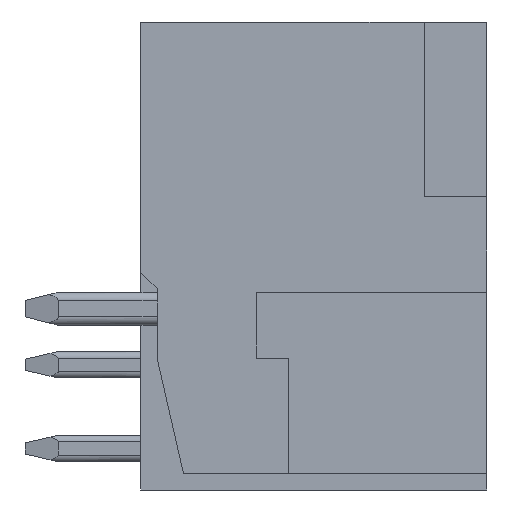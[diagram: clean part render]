
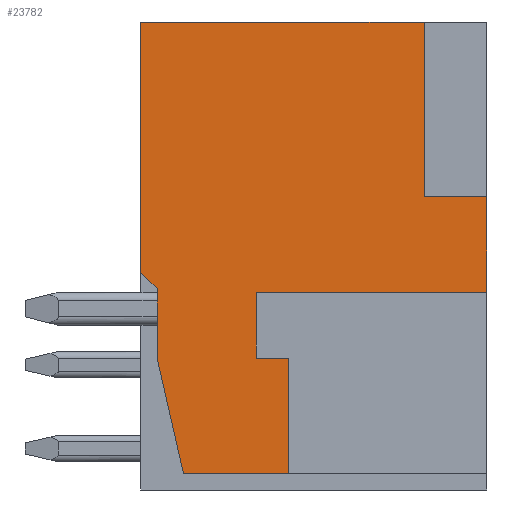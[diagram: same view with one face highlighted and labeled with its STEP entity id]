
A CAD part, front view. The second image highlights one B-rep face of the part: STEP entity #23782.
In plain terms, the highlighted planar face has unit normal (0, -1, 0).
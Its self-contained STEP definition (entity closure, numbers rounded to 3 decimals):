
#117=DIRECTION('',(1.,0.,0.));
#118=VECTOR('',#117,7.);
#119=CARTESIAN_POINT('',(-1.75,-48.23,-1.1));
#120=LINE('',#119,#118);
#578=DIRECTION('',(0.223,0.,-0.975));
#579=VECTOR('',#578,3.59);
#580=CARTESIAN_POINT('',(-4.75,-48.23,-3.1));
#581=LINE('',#580,#579);
#582=DIRECTION('',(0.,0.,1.));
#583=VECTOR('',#582,2.1);
#584=CARTESIAN_POINT('',(-4.75,-48.23,-3.1));
#585=LINE('',#584,#583);
#586=DIRECTION('',(0.707,0.,-0.707));
#587=VECTOR('',#586,0.707);
#588=CARTESIAN_POINT('',(-5.25,-48.23,-0.5));
#589=LINE('',#588,#587);
#590=DIRECTION('',(0.,0.,-1.));
#591=VECTOR('',#590,7.6);
#592=CARTESIAN_POINT('',(-5.25,-48.23,7.1));
#593=LINE('',#592,#591);
#594=DIRECTION('',(-1.,0.,0.));
#595=VECTOR('',#594,8.6);
#596=CARTESIAN_POINT('',(3.35,-48.23,7.1));
#597=LINE('',#596,#595);
#598=DIRECTION('',(0.,0.,-1.));
#599=VECTOR('',#598,5.3);
#600=CARTESIAN_POINT('',(3.35,-48.23,7.1));
#601=LINE('',#600,#599);
#602=DIRECTION('',(-1.,0.,0.));
#603=VECTOR('',#602,1.9);
#604=CARTESIAN_POINT('',(5.25,-48.23,1.8));
#605=LINE('',#604,#603);
#606=DIRECTION('',(0.,0.,1.));
#607=VECTOR('',#606,2.9);
#608=CARTESIAN_POINT('',(5.25,-48.23,-1.1));
#609=LINE('',#608,#607);
#610=DIRECTION('',(0.,0.,-1.));
#611=VECTOR('',#610,2.);
#612=CARTESIAN_POINT('',(-1.75,-48.23,-1.1));
#613=LINE('',#612,#611);
#614=DIRECTION('',(1.,0.,0.));
#615=VECTOR('',#614,1.);
#616=CARTESIAN_POINT('',(-1.75,-48.23,-3.1));
#617=LINE('',#616,#615);
#618=DIRECTION('',(0.,0.,1.));
#619=VECTOR('',#618,3.5);
#620=CARTESIAN_POINT('',(-0.75,-48.23,-6.6));
#621=LINE('',#620,#619);
#622=DIRECTION('',(1.,0.,0.));
#623=VECTOR('',#622,3.2);
#624=CARTESIAN_POINT('',(-3.95,-48.23,-6.6));
#625=LINE('',#624,#623);
#18365=CARTESIAN_POINT('',(-5.25,-48.23,7.1));
#18367=VERTEX_POINT('',#18365);
#18395=CARTESIAN_POINT('',(3.35,-48.23,7.1));
#18396=VERTEX_POINT('',#18395);
#18397=CARTESIAN_POINT('',(5.25,-48.23,1.8));
#18399=VERTEX_POINT('',#18397);
#18407=CARTESIAN_POINT('',(3.35,-48.23,1.8));
#18408=VERTEX_POINT('',#18407);
#18447=CARTESIAN_POINT('',(5.25,-48.23,-1.1));
#18448=VERTEX_POINT('',#18447);
#18453=CARTESIAN_POINT('',(-1.75,-48.23,-3.1));
#18454=CARTESIAN_POINT('',(-0.75,-48.23,-3.1));
#18455=VERTEX_POINT('',#18453);
#18456=VERTEX_POINT('',#18454);
#18459=CARTESIAN_POINT('',(-0.75,-48.23,-6.6));
#18460=VERTEX_POINT('',#18459);
#18461=CARTESIAN_POINT('',(-1.75,-48.23,-1.1));
#18462=VERTEX_POINT('',#18461);
#18465=CARTESIAN_POINT('',(-5.25,-48.23,-0.5));
#18466=CARTESIAN_POINT('',(-4.75,-48.23,-1.));
#18467=VERTEX_POINT('',#18465);
#18468=VERTEX_POINT('',#18466);
#18481=CARTESIAN_POINT('',(-4.75,-48.23,-3.1));
#18482=CARTESIAN_POINT('',(-3.95,-48.23,-6.6));
#18483=VERTEX_POINT('',#18481);
#18484=VERTEX_POINT('',#18482);
#23754=CARTESIAN_POINT('',(0.,-48.23,0.));
#23755=DIRECTION('',(0.,-1.,0.));
#23756=DIRECTION('',(1.,0.,0.));
#23757=AXIS2_PLACEMENT_3D('',#23754,#23755,#23756);
#23758=PLANE('',#23757);
#23759=ORIENTED_EDGE('',*,*,#23745,.F.);
#23760=ORIENTED_EDGE('',*,*,#23685,.T.);
#23762=ORIENTED_EDGE('',*,*,#23761,.F.);
#23764=ORIENTED_EDGE('',*,*,#23763,.F.);
#23766=ORIENTED_EDGE('',*,*,#23765,.F.);
#23768=ORIENTED_EDGE('',*,*,#23767,.T.);
#23770=ORIENTED_EDGE('',*,*,#23769,.F.);
#23772=ORIENTED_EDGE('',*,*,#23771,.F.);
#23773=ORIENTED_EDGE('',*,*,#23186,.F.);
#23774=ORIENTED_EDGE('',*,*,#23244,.T.);
#23776=ORIENTED_EDGE('',*,*,#23775,.T.);
#23778=ORIENTED_EDGE('',*,*,#23777,.F.);
#23779=ORIENTED_EDGE('',*,*,#23367,.F.);
#23780=EDGE_LOOP('',(#23759,#23760,#23762,#23764,#23766,#23768,#23770,#23772,
#23773,#23774,#23776,#23778,#23779));
#23781=FACE_OUTER_BOUND('',#23780,.F.);
#23782=ADVANCED_FACE('',(#23781),#23758,.T.);
#23186=EDGE_CURVE('',#18462,#18448,#120,.T.);
#23244=EDGE_CURVE('',#18462,#18455,#613,.T.);
#23367=EDGE_CURVE('',#18484,#18460,#625,.T.);
#23685=EDGE_CURVE('',#18483,#18468,#585,.T.);
#23745=EDGE_CURVE('',#18483,#18484,#581,.T.);
#23761=EDGE_CURVE('',#18467,#18468,#589,.T.);
#23763=EDGE_CURVE('',#18367,#18467,#593,.T.);
#23765=EDGE_CURVE('',#18396,#18367,#597,.T.);
#23767=EDGE_CURVE('',#18396,#18408,#601,.T.);
#23769=EDGE_CURVE('',#18399,#18408,#605,.T.);
#23771=EDGE_CURVE('',#18448,#18399,#609,.T.);
#23775=EDGE_CURVE('',#18455,#18456,#617,.T.);
#23777=EDGE_CURVE('',#18460,#18456,#621,.T.);
